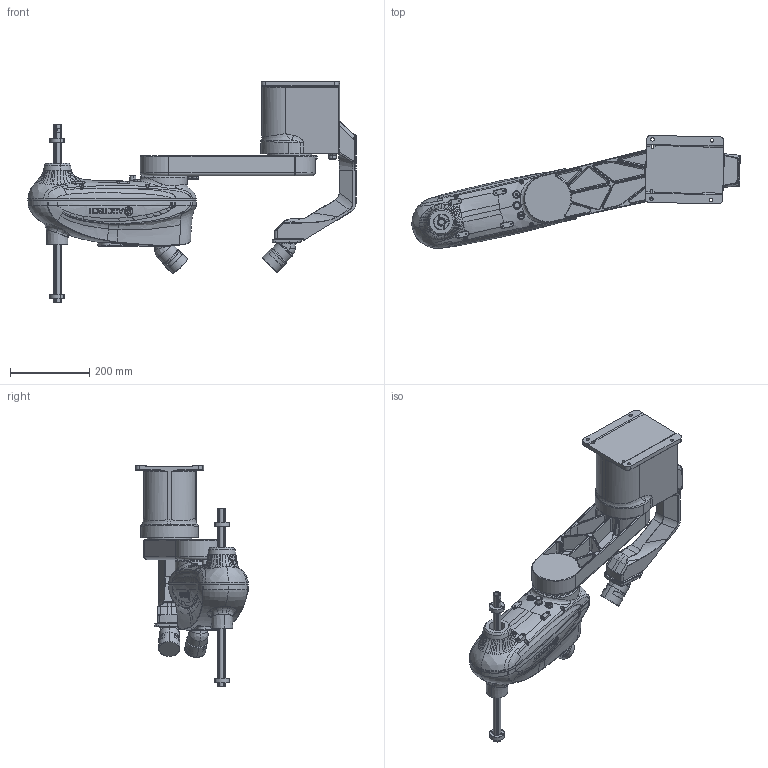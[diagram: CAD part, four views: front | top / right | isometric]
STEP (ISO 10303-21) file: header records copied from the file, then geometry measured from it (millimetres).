
FILE_DESCRIPTION (( 'STEP AP214' ), '1' );
FILE_NAME ('BR-06SC-600.STEP', '2024-03-26T09:08:00', ( '' ), ( '' ), 'SwSTEP 2.0', 'SolidWorks 2018', '' );
FILE_SCHEMA (( 'AUTOMOTIVE_DESIGN' ));
Length unit declared in the file: millimetre
Products named in the file (9): BR-06SC-600(2)^BR-06SC-600; MR06SC-600.sldasm-Part-7^BR-06SC-600(2)_BR-06SC-600; BR-06SC-600; MR06SC-600.sldasm-Part-2^BR-06SC-600(2)_BR-06SC-600; MR06SC-600.sldasm-Part-4^BR-06SC-600(2)_BR-06SC-600; MR06SC-600.sldasm-Part-1^BR-06SC-600(2)_BR-06SC-600; MR06SC-600.sldasm-Part-5^BR-06SC-600(2)_BR-06SC-600; MR06SC-600.sldasm-Part-3^BR-06SC-600(2)_BR-06SC-600; MR06SC-600.sldasm-Part-6^BR-06SC-600(2)_BR-06SC-600
Assembly tree (8 placements, depth 3):
  BR-06SC-600
    BR-06SC-600(2)^BR-06SC-600
      MR06SC-600.sldasm-Part-1^BR-06SC-600(2)_BR-06SC-600
      MR06SC-600.sldasm-Part-2^BR-06SC-600(2)_BR-06SC-600
      MR06SC-600.sldasm-Part-3^BR-06SC-600(2)_BR-06SC-600
      MR06SC-600.sldasm-Part-4^BR-06SC-600(2)_BR-06SC-600
      MR06SC-600.sldasm-Part-5^BR-06SC-600(2)_BR-06SC-600
      MR06SC-600.sldasm-Part-6^BR-06SC-600(2)_BR-06SC-600
      MR06SC-600.sldasm-Part-7^BR-06SC-600(2)_BR-06SC-600
Bounding box: 828.27 x 284.53 x 558.15 mm (x, y, z)
Volume: 14739307.7 mm3; surface area: 839471.2 mm2
Topology: 7 solids, 7 shells, 1378 faces, 4201 edges, 2880 vertices
Faces by surface type: bspline 555, cylinder 348, plane 243, torus 138, cone 85, sphere 9
Entity records: 184124 total; most frequent: CARTESIAN_POINT 151210, ORIENTED_EDGE 8348, DIRECTION 4622, EDGE_CURVE 4174, VERTEX_POINT 2880, B_SPLINE_CURVE_WITH_KNOTS 2120, AXIS2_PLACEMENT_3D 1851, EDGE_LOOP 1478
